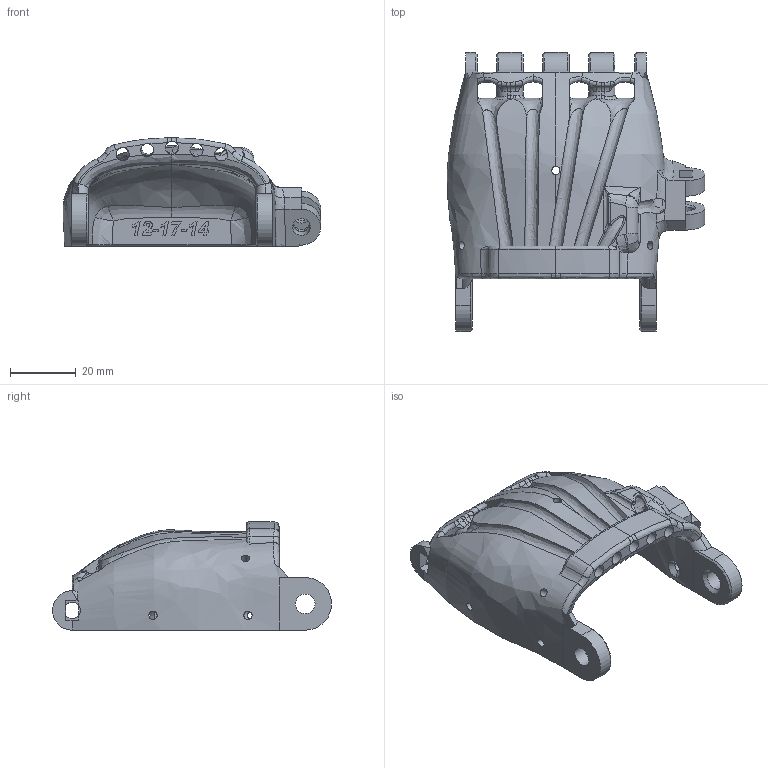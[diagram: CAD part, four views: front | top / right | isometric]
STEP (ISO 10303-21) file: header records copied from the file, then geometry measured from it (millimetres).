
FILE_DESCRIPTION(/* description */ (''),/* implementation_level */ '2;1');
FILE_NAME(/* name */ 'STEP_test_2.stp',/* time_stamp */ '2014-12-20T17:45:28-05:00',/* author */ (''),/* organization */ (''),/* preprocessor_version */ 'ST-DEVELOPER v16',/* originating_system */ 'Autodesk Translator Framework v4.0.0.2925',/* authorisation */ '');
FILE_SCHEMA (('AUTOMOTIVE_DESIGN { 1 0 10303 214 3 1 1 }'));
Length unit declared in the file: centimetre
Products named in the file (2): Raptor 2.0 Palm; just palm for STEP v1
Assembly tree (1 placements, depth 2):
  just palm for STEP v1
    Raptor 2.0 Palm
Bounding box: 78.39 x 85 x 33 mm (x, y, z)
Volume: 37012.1 mm3; surface area: 20963.2 mm2
Topology: 1 solids, 1 shells, 456 faces, 1290 edges, 832 vertices
Faces by surface type: plane 178, bspline 171, cylinder 76, cone 17, torus 13, sphere 1
Full cylindrical faces by diameter (mm): 2.5 x21, 4 x5, 5 x5, 5.4 x1, 6 x2
Entity records: 30752 total; most frequent: CARTESIAN_POINT 20461, ORIENTED_EDGE 2478, DIRECTION 1508, EDGE_CURVE 1239, VERTEX_POINT 821, EDGE_LOOP 548, B_SPLINE_CURVE_WITH_KNOTS 542, AXIS2_PLACEMENT_3D 533
